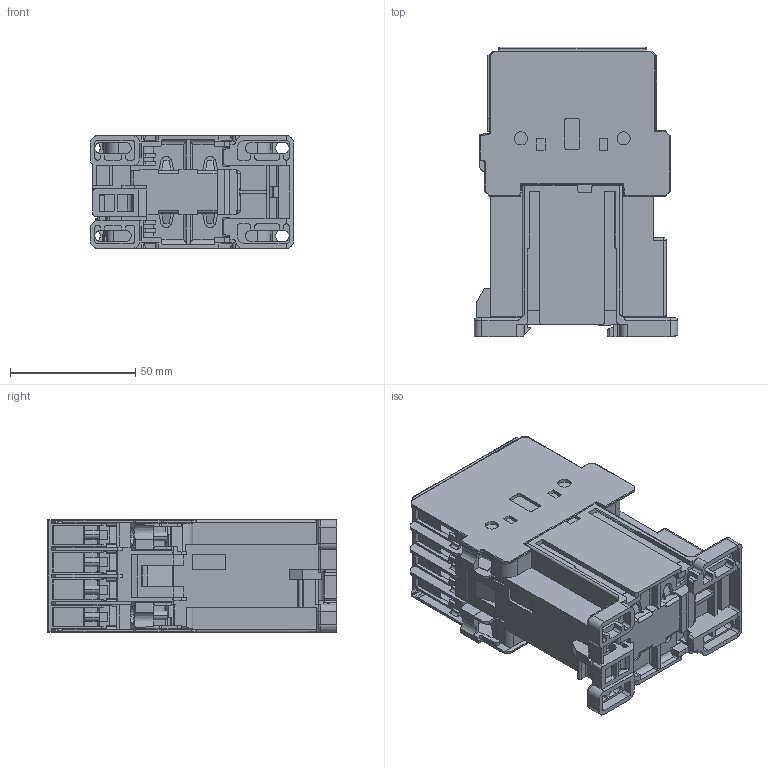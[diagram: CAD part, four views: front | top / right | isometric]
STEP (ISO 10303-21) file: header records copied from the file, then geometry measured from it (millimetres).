
FILE_DESCRIPTION((''),'2;1');
FILE_NAME('KKKKKKKK_ASM','2021-06-22T',('marketing.praksa'),('Audax d.o.o.'),'CREO PARAMETRIC BY PTC INC, 2017480','CREO PARAMETRIC BY PTC INC, 2017480','');
FILE_SCHEMA(('AUTOMOTIVE_DESIGN { 1 0 10303 214 1 1 1 1 }'));
Products named in the file (14): A_P1_1_1; CWM9_18-CAWM4_1_1_2_1_1_1_1_1; CWM9_18-CAWM4_1_1_2_2_1_1_1_1; CWM9_18-CAWM4_1_1_2_3_1_1_1_1; CWM9_18-CAWM4_1_1_2_4_1_1_1_1; TMP_DWG_65_1_1_1_2_1_1_1_1; TMP_DWG_65_1_2_1_2_1_1_1_1; TMP_DWG_65_1_3_1_2_1_1_1_1; CRM-82TO_1_ASM_1_1_ASM_1_1_ASM; CWM9_18-CAWM4_1_1_2_5_1_1_1_1; PRT9538_1_1; BODY_1_1; CUT2_1_1; KKKKKKKK_ASM
Assembly tree (13 placements, depth 3):
  KKKKKKKK_ASM
    A_P1_1_1
    CWM9_18-CAWM4_1_1_2_1_1_1_1_1
    CWM9_18-CAWM4_1_1_2_2_1_1_1_1
    CWM9_18-CAWM4_1_1_2_3_1_1_1_1
    CWM9_18-CAWM4_1_1_2_4_1_1_1_1
    CRM-82TO_1_ASM_1_1_ASM_1_1_ASM
      TMP_DWG_65_1_1_1_2_1_1_1_1
      TMP_DWG_65_1_2_1_2_1_1_1_1
      TMP_DWG_65_1_3_1_2_1_1_1_1
    CWM9_18-CAWM4_1_1_2_5_1_1_1_1
    PRT9538_1_1
    BODY_1_1
    CUT2_1_1
Bounding box: 81 x 115.55 x 45 mm (x, y, z)
Volume: 49.9 mm3; surface area: 86700.6 mm2
Topology: 3 solids, 25 shells, 3087 faces, 8796 edges, 5658 vertices
Faces by surface type: plane 2229, cylinder 646, bspline 104, torus 56, cone 44, sphere 8
Entity records: 158003 total; most frequent: CARTESIAN_POINT 29846, ORIENTED_EDGE 17374, DIRECTION 15297, PRESENTATION_STYLE_ASSIGNMENT 11864, STYLED_ITEM 11864, CURVE_STYLE 8759, EDGE_CURVE 8759, VECTOR 6673
